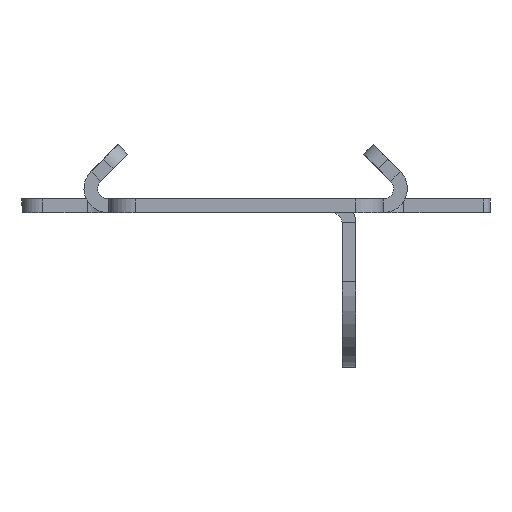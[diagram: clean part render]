
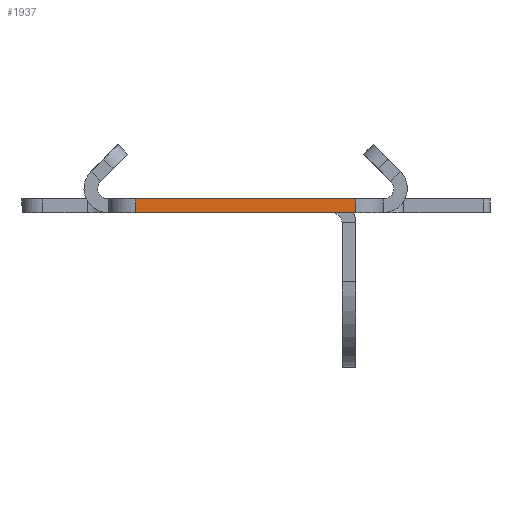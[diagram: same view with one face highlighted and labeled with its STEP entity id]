
A CAD part, left-side view. The second image highlights one B-rep face of the part: STEP entity #1937.
In plain terms, the highlighted planar face has unit normal (-1, 0, 0).
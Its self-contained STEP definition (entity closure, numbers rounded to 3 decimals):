
#70 = VERTEX_POINT ( 'NONE', #766 ) ;
#308 = VECTOR ( 'NONE', #1560, 1000. ) ;
#352 = EDGE_CURVE ( 'NONE', #2734, #3419, #2048, .T. ) ;
#355 = VECTOR ( 'NONE', #4241, 1000. ) ;
#432 = AXIS2_PLACEMENT_3D ( 'NONE', #3971, #2262, #839 ) ;
#508 = ORIENTED_EDGE ( 'NONE', *, *, #352, .F. ) ;
#537 = DIRECTION ( 'NONE',  ( 0., 0., -1. ) ) ;
#566 = CARTESIAN_POINT ( 'NONE',  ( -276., 48.5, 42.447 ) ) ;
#602 = CARTESIAN_POINT ( 'NONE',  ( -276., 52.5, 0. ) ) ;
#638 = EDGE_CURVE ( 'NONE', #4590, #3419, #1589, .T. ) ;
#664 = FACE_OUTER_BOUND ( 'NONE', #1572, .T. ) ;
#766 = CARTESIAN_POINT ( 'NONE',  ( -276., 16.5, 2. ) ) ;
#839 = DIRECTION ( 'NONE',  ( 0., 0., 1. ) ) ;
#881 = CARTESIAN_POINT ( 'NONE',  ( -276., 48.5, 0. ) ) ;
#1560 = DIRECTION ( 'NONE',  ( 0., -1., 0. ) ) ;
#1572 = EDGE_LOOP ( 'NONE', ( #508, #4681, #3158, #3054 ) ) ;
#1589 = LINE ( 'NONE', #566, #4307 ) ;
#1721 = LINE ( 'NONE', #3384, #308 ) ;
#1822 = DIRECTION ( 'NONE',  ( 0., 0., 1. ) ) ;
#1937 = ADVANCED_FACE ( 'NONE', ( #664 ), #4364, .T. ) ;
#2048 = LINE ( 'NONE', #602, #355 ) ;
#2184 = CARTESIAN_POINT ( 'NONE',  ( -276., 16.5, 0. ) ) ;
#2262 = DIRECTION ( 'NONE',  ( -1., 0., 0. ) ) ;
#2734 = VERTEX_POINT ( 'NONE', #2184 ) ;
#3054 = ORIENTED_EDGE ( 'NONE', *, *, #638, .T. ) ;
#3158 = ORIENTED_EDGE ( 'NONE', *, *, #3479, .F. ) ;
#3211 = EDGE_CURVE ( 'NONE', #2734, #70, #3215, .T. ) ;
#3215 = LINE ( 'NONE', #4312, #3600 ) ;
#3384 = CARTESIAN_POINT ( 'NONE',  ( -276., 52.5, 2. ) ) ;
#3419 = VERTEX_POINT ( 'NONE', #881 ) ;
#3479 = EDGE_CURVE ( 'NONE', #4590, #70, #1721, .T. ) ;
#3600 = VECTOR ( 'NONE', #1822, 1000. ) ;
#3971 = CARTESIAN_POINT ( 'NONE',  ( -276., 52.5, 42.447 ) ) ;
#4241 = DIRECTION ( 'NONE',  ( 0., 1., 0. ) ) ;
#4307 = VECTOR ( 'NONE', #537, 1000. ) ;
#4312 = CARTESIAN_POINT ( 'NONE',  ( -276., 16.5, 42.447 ) ) ;
#4364 = PLANE ( 'NONE',  #432 ) ;
#4590 = VERTEX_POINT ( 'NONE', #4597 ) ;
#4597 = CARTESIAN_POINT ( 'NONE',  ( -276., 48.5, 2. ) ) ;
#4681 = ORIENTED_EDGE ( 'NONE', *, *, #3211, .T. ) ;
